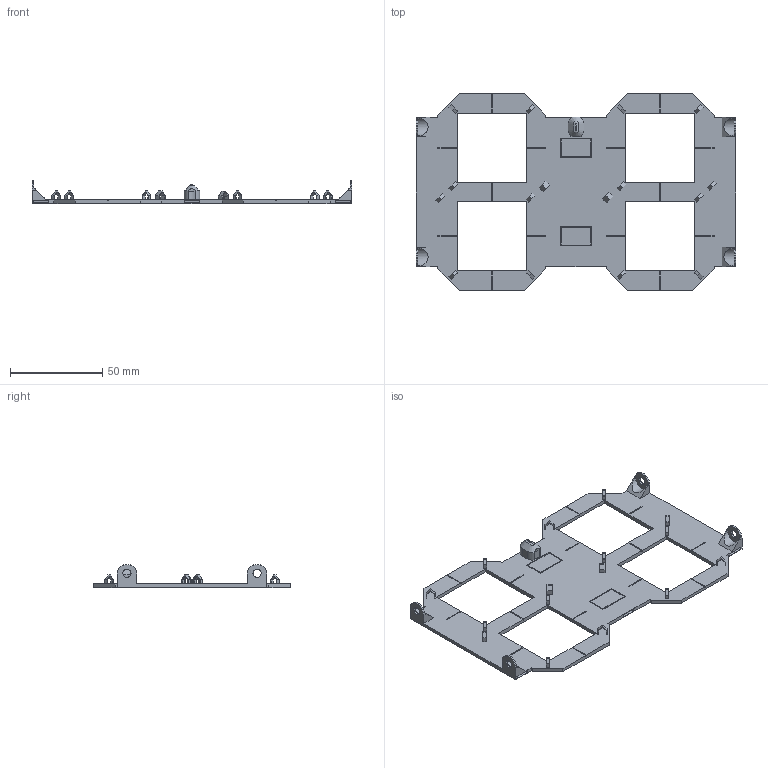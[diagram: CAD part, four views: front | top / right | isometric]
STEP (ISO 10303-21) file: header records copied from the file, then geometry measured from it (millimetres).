
FILE_DESCRIPTION(/* description */ (''),/* implementation_level */ '2;1');
FILE_NAME(/* name */ 'back_minute_second.step',/* time_stamp */ '2018-07-13T10:30:06-05:00',/* author */ (''),/* organization */ (''),/* preprocessor_version */ 'ST-DEVELOPER v17',/* originating_system */ 'Autodesk Translation Framework v7.1.0.215',/* authorisation */ '');
FILE_SCHEMA (('AUTOMOTIVE_DESIGN { 1 0 10303 214 3 1 1 }'));
Length unit declared in the file: millimetre
Products named in the file (1): back (main)
Bounding box: 173.35 x 106.5 x 12.5 mm (x, y, z)
Volume: 22767.5 mm3; surface area: 26512 mm2
Topology: 1 solids, 1 shells, 340 faces, 992 edges, 661 vertices
Faces by surface type: plane 311, cylinder 26, bspline 3
Full cylindrical faces by diameter (mm): 4.5 x4
Entity records: 12649 total; most frequent: CARTESIAN_POINT 3449, ORIENTED_EDGE 1990, DIRECTION 1720, EDGE_CURVE 995, LINE 922, VECTOR 922, VERTEX_POINT 663, AXIS2_PLACEMENT_3D 399
